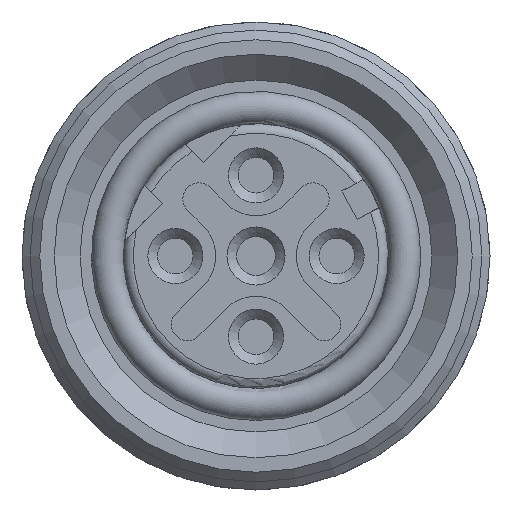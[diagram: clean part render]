
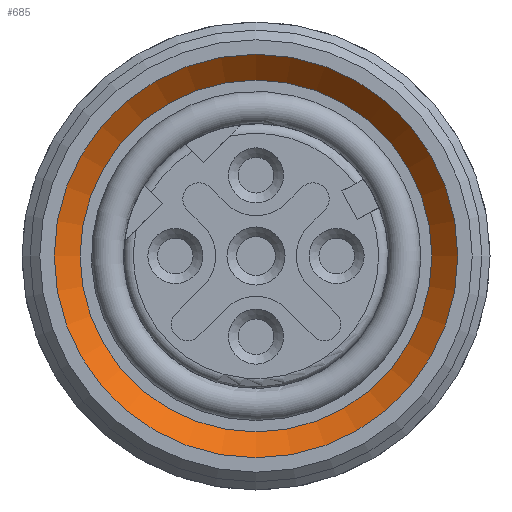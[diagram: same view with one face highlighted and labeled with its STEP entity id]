
A CAD part, left-side view. The second image highlights one B-rep face of the part: STEP entity #685.
In plain terms, the highlighted conical face has half-angle 45 degrees and reference radius 6.25 mm.
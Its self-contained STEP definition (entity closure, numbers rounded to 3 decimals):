
#155=CONICAL_SURFACE('',#2400,6.25,45.);
#685=ADVANCED_FACE('',(#846,#847),#155,.F.);
#846=FACE_BOUND('',#981,.T.);
#847=FACE_BOUND('',#982,.T.);
#981=EDGE_LOOP('',(#1375));
#982=EDGE_LOOP('',(#1376));
#1375=ORIENTED_EDGE('',*,*,#2050,.F.);
#1376=ORIENTED_EDGE('',*,*,#2051,.F.);
#1787=VERTEX_POINT('',#3765);
#1788=VERTEX_POINT('',#3767);
#2050=EDGE_CURVE('',#1787,#1787,#2217,.T.);
#2051=EDGE_CURVE('',#1788,#1788,#2218,.T.);
#2217=CIRCLE('',#2398,5.45);
#2218=CIRCLE('',#2399,6.25);
#2398=AXIS2_PLACEMENT_3D('',#3764,#2868,#2869);
#2399=AXIS2_PLACEMENT_3D('',#3766,#2870,#2871);
#2400=AXIS2_PLACEMENT_3D('',#3768,#2872,#2873);
#2868=DIRECTION('',(-1.,0.,0.));
#2869=DIRECTION('',(0.,0.174,0.985));
#2870=DIRECTION('',(1.,0.,0.));
#2871=DIRECTION('',(0.,0.174,0.985));
#2872=DIRECTION('',(-1.,0.,0.));
#2873=DIRECTION('',(0.,0.174,0.985));
#3764=CARTESIAN_POINT('',(1.5,0.,0.));
#3765=CARTESIAN_POINT('',(1.5,0.946,5.367));
#3766=CARTESIAN_POINT('',(0.7,0.,0.));
#3767=CARTESIAN_POINT('',(0.7,1.085,6.155));
#3768=CARTESIAN_POINT('',(0.7,0.,0.));
